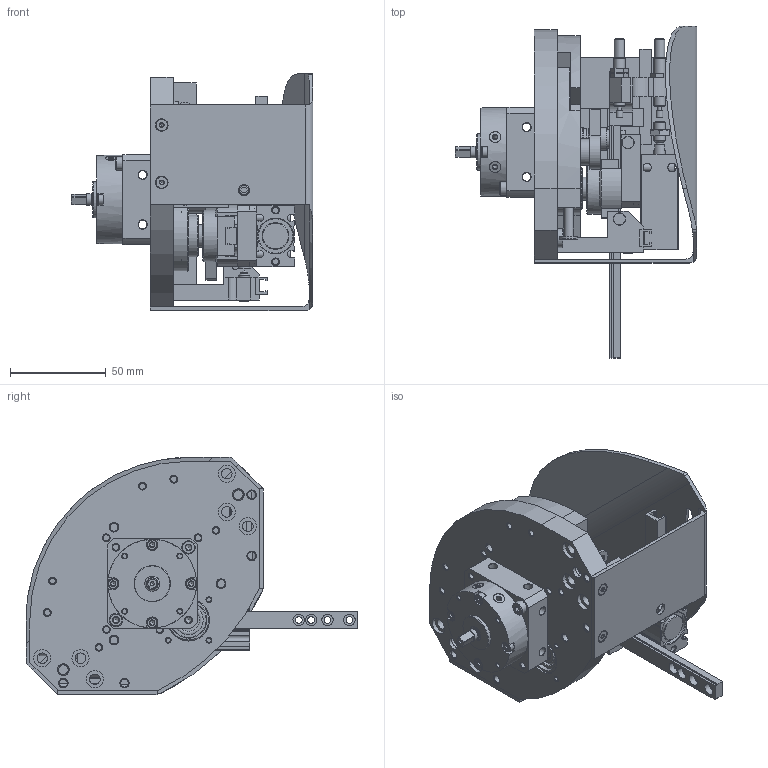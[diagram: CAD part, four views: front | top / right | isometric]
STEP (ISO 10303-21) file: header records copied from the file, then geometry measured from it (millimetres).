
FILE_DESCRIPTION(/* description */ ('STEP AP214'),/* implementation_level */ '2;1');
FILE_NAME(/* name */ '562562_HSW-10-AP-SD-AW',/* time_stamp */ '2024-08-29T12:49:16+02:00',/* author */ ('License CC BY-ND 4.0'),/* organization */ ('CADENAS'),/* preprocessor_version */ 'ST-DEVELOPER v19.3',/* originating_system */ 'PARTsolutions',/* authorisation */ ' ');
FILE_SCHEMA (('AUTOMOTIVE_DESIGN {1 0 10303 214 3 1 1}'));
Length unit declared in the file: millimetre
Products named in the file (42): 562562 HSW-10-AP-SD-AW---(0); 685736 HSW-10-GRUNDPLATTE; 685766 HSW-10-BUCHSE; 685745 HSW-10-MITNEHMER; DIN-912 - M2.5x6(F); DIN-912 - M2.5x16(F); 173194 DSM-10-240-P---(120_RZ); 173194 DSM-10-240-P---(K); 685740 HSW-10-KULISSE-RECHTS; 685752 HSW-10-HALTER-RECHTS; DIN-912 - M4x10(F); 8146544 ZBH-7-B; 657108 HSP-12-SCHIENE; DIN 965 M3x4; 657699 HSP-12-DRUCKSTUECK; 685772 HSW-10-STELLSCHRAUBE; 685739 HSW-10-KULISSE-LINKS; 685751 HSW-10-HALTER-LINKS; DIN-912 - M4x16(F); 685775 HSW-BOLZEN; 733951 HSW-10-AP-AW; DIN-625-619/8-2Z(F); 685763 HSW-10-WELLE; DIN-912 - M3x6(F); 685769 HSW-10-LINEAREINHEIT-2; 685769 HSW-10-LINEAREINHEIT-1; 733942 HSW-10-AP-AW; 548070 DYSW-4-6-Y1F---(SD_0); 685834 Flachmutter M6X0.5-2.5-8; 685778 HSW-10-KURVENROLLE; DIN-439-B - M5(F); 8197894 HSW-10-AP-AW; DIN-912 - M3x8(F); 4186566 DPDM-10---(h); 4186566 DPDM-10---(r); ISO 4035 M6(F); ISO-4762 M4x22; DIN-7 - 3m6x10(F); DIN-912 - M3x10(F); 685803 HSW-10-ABDECKBLECH ...
Assembly tree (82 placements, depth 2):
  562562 HSW-10-AP-SD-AW---(0)
    685736 HSW-10-GRUNDPLATTE
    685766 HSW-10-BUCHSE
    685745 HSW-10-MITNEHMER
    DIN-912 - M2.5x6(F)  x2
    DIN-912 - M2.5x16(F)
    173194 DSM-10-240-P---(120_RZ)
    173194 DSM-10-240-P---(K)
    685740 HSW-10-KULISSE-RECHTS
    685752 HSW-10-HALTER-RECHTS
    DIN-912 - M4x10(F)  x4
    8146544 ZBH-7-B  x4
    657108 HSP-12-SCHIENE  x2
    DIN 965 M3x4  x2
    657699 HSP-12-DRUCKSTUECK  x2
    685772 HSW-10-STELLSCHRAUBE  x2
    685739 HSW-10-KULISSE-LINKS
    685751 HSW-10-HALTER-LINKS
    DIN-912 - M4x16(F)  x6
    685775 HSW-BOLZEN  x2
    733951 HSW-10-AP-AW
    DIN-625-619/8-2Z(F)  x2
    685763 HSW-10-WELLE
    DIN-912 - M3x6(F)  x6
    685769 HSW-10-LINEAREINHEIT-2
    685769 HSW-10-LINEAREINHEIT-1
    733942 HSW-10-AP-AW
    548070 DYSW-4-6-Y1F---(SD_0)  x3
    685834 Flachmutter M6X0.5-2.5-8  x5
    685778 HSW-10-KURVENROLLE
    DIN-439-B - M5(F)
    8197894 HSW-10-AP-AW
    DIN-912 - M3x8(F)  x4
    4186566 DPDM-10---(h)
    4186566 DPDM-10---(r)
    ISO 4035 M6(F)
    ISO-4762 M4x22  x2
    DIN-7 - 3m6x10(F)  x2
    DIN-912 - M3x10(F)  x4
    685803 HSW-10-ABDECKBLECH
    Senkschraube DIN 7991 M3x6  x4
    DIN-912 - M4x20(F)  x2
Bounding box: 126.4 x 173.6 x 124 mm (x, y, z)
Volume: 381853.2 mm3; surface area: 196923.3 mm2
Topology: 82 solids, 82 shells, 2498 faces, 5484 edges, 3303 vertices
Faces by surface type: plane 1218, cone 646, cylinder 585, torus 42, sphere 7
Full cylindrical faces by diameter (mm): 2 x3, 2.013 x4, 2.161 x2, 2.459 x30, 2.5 x5, 2.7 x1, 2.8 x3, 3 x28, 3.242 x25, 3.4 x12, 3.5 x13, 3.7 x3, 4 x17, 4.134 x12, 4.3 x10, 4.5 x19, 4.917 x3, 5 x4, 5.35 x3, 5.459 x8, 5.5 x24, 5.6 x2, 5.7 x1, 5.8 x1, 6 x40, 6.1 x2, 6.2 x3, 6.4 x4, 7 x22, 7.5 x4
Entity records: 44051 total; most frequent: CARTESIAN_POINT 7862, DIRECTION 7516, ORIENTED_EDGE 5956, AXIS2_PLACEMENT_3D 3085, EDGE_CURVE 2978, FACE_BOUND 2579, EDGE_LOOP 2536, VERTEX_POINT 2215
